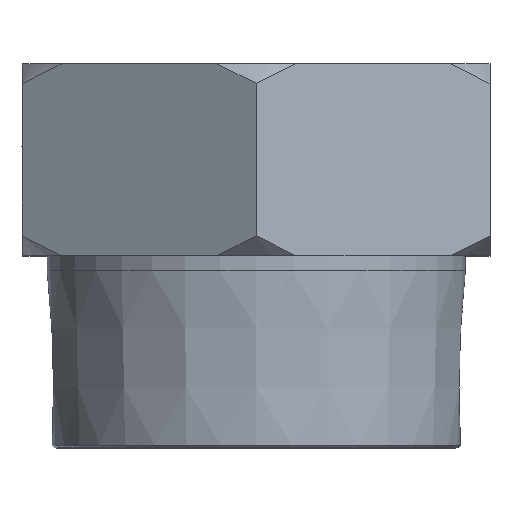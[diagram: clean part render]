
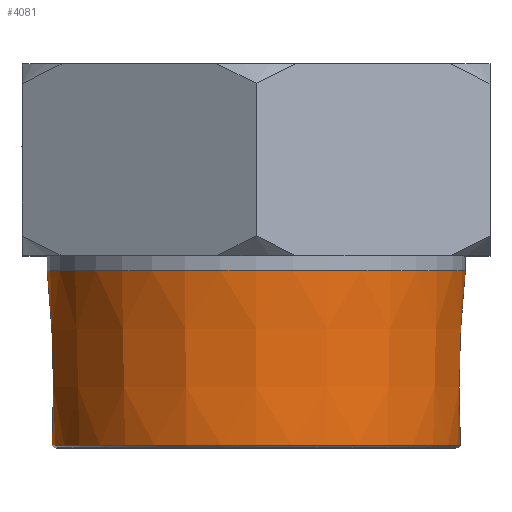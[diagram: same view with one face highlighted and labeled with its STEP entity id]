
A CAD part, top view. The second image highlights one B-rep face of the part: STEP entity #4081.
In plain terms, the highlighted conical face has half-angle 1.614 degrees and reference radius 42 mm.
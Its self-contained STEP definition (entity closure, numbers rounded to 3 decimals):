
#266=FACE_BOUND('',#1497,.T.);
#1252=FACE_OUTER_BOUND('',#1496,.T.);
#1496=EDGE_LOOP('',(#2882));
#1497=EDGE_LOOP('',(#2883));
#1748=CIRCLE('',#4324,42.5);
#1757=CIRCLE('',#4340,41.5);
#1827=VERTEX_POINT('',#5409);
#1836=VERTEX_POINT('',#5434);
#2246=EDGE_CURVE('',#1827,#1827,#1748,.T.);
#2255=EDGE_CURVE('',#1836,#1836,#1757,.T.);
#2882=ORIENTED_EDGE('',*,*,#2255,.T.);
#2883=ORIENTED_EDGE('',*,*,#2246,.F.);
#4059=CONICAL_SURFACE('',#4341,42.,1.614);
#4081=ADVANCED_FACE('',(#1252,#266),#4059,.T.);
#4324=AXIS2_PLACEMENT_3D('',#5410,#4547,#4548);
#4340=AXIS2_PLACEMENT_3D('',#5435,#4579,#4580);
#4341=AXIS2_PLACEMENT_3D('',#5436,#4581,#4582);
#4547=DIRECTION('center_axis',(0.,1.,0.));
#4548=DIRECTION('ref_axis',(1.,0.,0.));
#4579=DIRECTION('center_axis',(0.,1.,0.));
#4580=DIRECTION('ref_axis',(1.,0.,0.));
#4581=DIRECTION('center_axis',(0.,1.,0.));
#4582=DIRECTION('ref_axis',(0.,0.,1.));
#5409=CARTESIAN_POINT('',(0.,-3.,42.5));
#5410=CARTESIAN_POINT('Origin',(0.,-3.,0.));
#5434=CARTESIAN_POINT('',(0.,-38.5,41.5));
#5435=CARTESIAN_POINT('Origin',(0.,-38.5,0.));
#5436=CARTESIAN_POINT('Origin',(0.,-20.75,0.));
